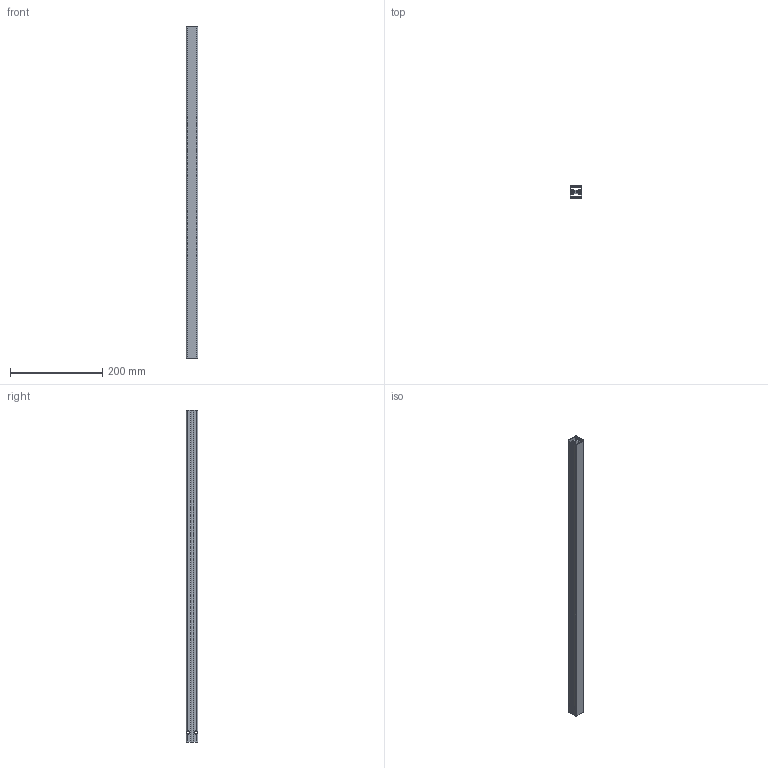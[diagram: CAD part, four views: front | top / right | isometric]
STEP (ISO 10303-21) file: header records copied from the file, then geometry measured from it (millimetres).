
FILE_DESCRIPTION (( 'STEP AP214' ), '1' );
FILE_NAME ('am-4296 Vertical Peanut.STEP', '2020-05-08T20:03:23', ( '' ), ( '' ), 'SwSTEP 2.0', 'SolidWorks 2019', '' );
FILE_SCHEMA (( 'AUTOMOTIVE_DESIGN' ));
Length unit declared in the file: inch
Products named in the file (1): am-4296 Vertical Peanut
Bounding box: 25.4 x 25.4 x 720.73 mm (x, y, z)
Volume: 128144.7 mm3; surface area: 197386.1 mm2
Topology: 1 solids, 1 shells, 66 faces, 216 edges, 144 vertices
Faces by surface type: cylinder 48, plane 18
Entity records: 2628 total; most frequent: CARTESIAN_POINT 579, DIRECTION 446, ORIENTED_EDGE 432, EDGE_CURVE 216, AXIS2_PLACEMENT_3D 171, VERTEX_POINT 144, LINE 104, VECTOR 104
